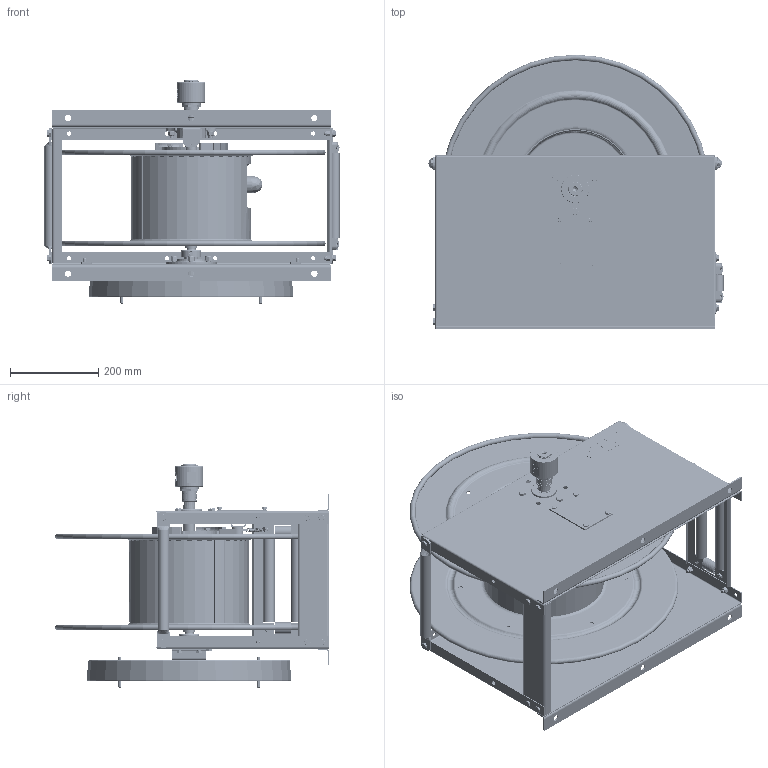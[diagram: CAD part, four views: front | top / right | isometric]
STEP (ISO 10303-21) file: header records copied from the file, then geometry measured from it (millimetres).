
FILE_DESCRIPTION((''),'2;1');
FILE_NAME('SLPL-575_SHARED.stp','2013-07-03T07:07:15',('JKucera'),(''),'Autodesk Inventor 2013','Autodesk Inventor 2013','');
FILE_SCHEMA(('AUTOMOTIVE_DESIGN { 1 0 10303 214 1 1 1 1 }'));
Length unit declared in the file: inch
Products named in the file (1): SLPL-575_SHARED
Bounding box: 669.03 x 622.29 x 505.72 mm (x, y, z)
Surface area: 4577717.5 mm2 (no closed solid volume)
Topology: 0 solids, 111 shells, 5922 faces, 15033 edges, 9484 vertices
Faces by surface type: plane 2846, bspline 1108, cylinder 1082, cone 557, sphere 178, torus 143, revolution 8
Full cylindrical faces by diameter (mm): 1.93 x2, 1.981 x2, 2.286 x1, 4.216 x1, 4.978 x1, 5.08 x1, 6.096 x1, 6.35 x17, 6.401 x2, 6.477 x6, 6.528 x6, 7.112 x8, 7.137 x8, 7.239 x1, 7.366 x1, 7.798 x1, 7.874 x4, 7.925 x5, 7.938 x42, 8.23 x8, 8.636 x3, 8.731 x8, 8.763 x4, 9.271 x2, 9.525 x57, 9.652 x5, 10.001 x4, 10.414 x1, 10.49 x4, 11.176 x16
Entity records: 192303 total; most frequent: CARTESIAN_POINT 54730, ORIENTED_EDGE 27754, DIRECTION 23757, EDGE_CURVE 13877, VERTEX_POINT 9300, VECTOR 8103, LINE 8103, AXIS2_PLACEMENT_3D 7823
